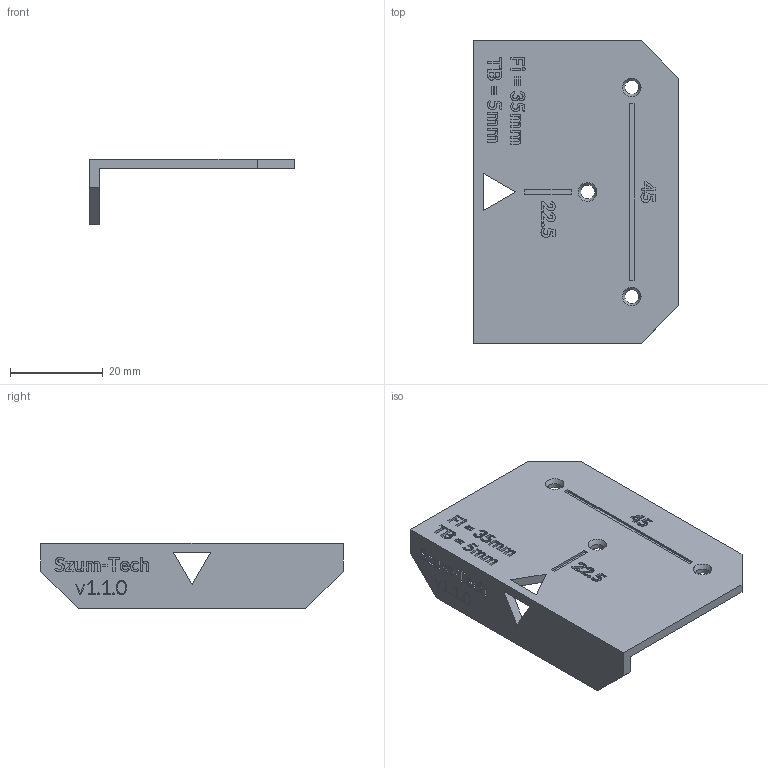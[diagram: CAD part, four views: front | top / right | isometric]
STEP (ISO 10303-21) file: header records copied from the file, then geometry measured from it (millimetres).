
FILE_DESCRIPTION(('FreeCAD Model'),'2;1');
FILE_NAME('Open CASCADE Shape Model','2025-12-26T22:32:34',('Author'),( ''),'Open CASCADE STEP processor 7.8','FreeCAD','Unknown');
FILE_SCHEMA(('AUTOMOTIVE_DESIGN { 1 0 10303 214 1 1 1 1 }'));
Length unit declared in the file: millimetre
Products named in the file (1): Zawartość
Bounding box: 44 x 65 x 14 mm (x, y, z)
Volume: 6769.3 mm3; surface area: 7843.8 mm2
Topology: 1 solids, 1 shells, 943 faces, 2688 edges, 1789 vertices
Faces by surface type: extrusion 632, plane 305, cone 3, cylinder 3
Full cylindrical faces by diameter (mm): 3 x3
Entity records: 31345 total; most frequent: CARTESIAN_POINT 9213, ORIENTED_EDGE 5376, DIRECTION 2689, EDGE_CURVE 2688, VECTOR 2047, B_SPLINE_CURVE_WITH_KNOTS 1896, VERTEX_POINT 1789, LINE 1415
